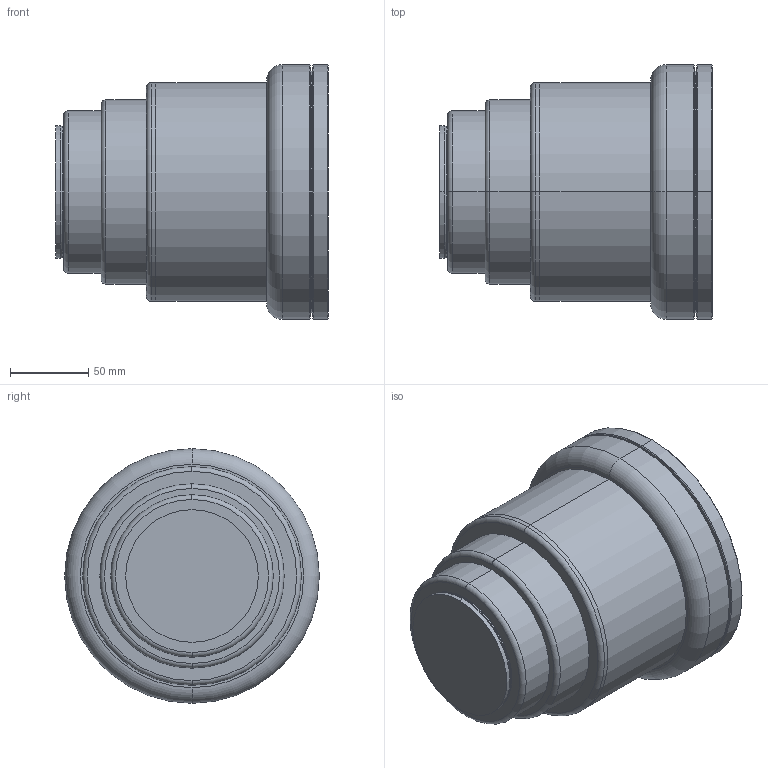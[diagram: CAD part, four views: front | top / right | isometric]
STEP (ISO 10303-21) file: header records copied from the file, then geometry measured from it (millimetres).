
FILE_DESCRIPTION (( 'STEP AP203' ), '1' );
FILE_NAME ('S4LFT1330_328_02.STEP', '2017-03-31T05:54:16', ( '' ), ( '' ), 'SwSTEP 2.0', 'SolidWorks 2016', '' );
FILE_SCHEMA (( 'CONFIG_CONTROL_DESIGN' ));
Length unit declared in the file: millimetre
Products named in the file (1): S4LFT1330_328_02
Bounding box: 174.58 x 163 x 163 mm (x, y, z)
Volume: 2542293.5 mm3; surface area: 115816.6 mm2
Topology: 1 solids, 1 shells, 54 faces, 106 edges, 60 vertices
Faces by surface type: cylinder 20, torus 16, cone 10, plane 8
Entity records: 1467 total; most frequent: DIRECTION 292, CARTESIAN_POINT 221, ORIENTED_EDGE 212, AXIS2_PLACEMENT_3D 131, EDGE_CURVE 106, CIRCLE 76, EDGE_LOOP 60, VERTEX_POINT 60
